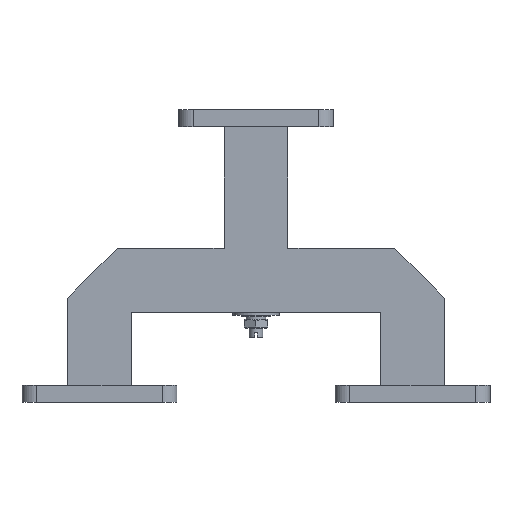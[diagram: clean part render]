
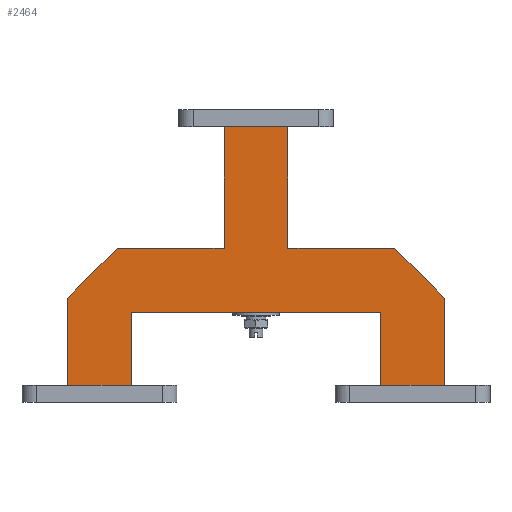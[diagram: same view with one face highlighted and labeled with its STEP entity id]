
A CAD part, front view. The second image highlights one B-rep face of the part: STEP entity #2464.
In plain terms, the highlighted planar face has unit normal (0, -1, 0).
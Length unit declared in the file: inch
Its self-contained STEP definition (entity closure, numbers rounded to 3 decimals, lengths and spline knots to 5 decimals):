
#3 = CARTESIAN_POINT ( 'NONE',  ( -2.00986, -1.01474, -2.99508 ) ) ;
#19 = EDGE_CURVE ( 'NONE', #1249, #1632, #629, .T. ) ;
#30 = VECTOR ( 'NONE', #4378, 39.37008 ) ;
#40 = CARTESIAN_POINT ( 'NONE',  ( -3.03935, -1.01474, -2.99508 ) ) ;
#125 = LINE ( 'NONE', #4920, #2395 ) ;
#126 = ORIENTED_EDGE ( 'NONE', *, *, #4866, .F. ) ;
#159 = LINE ( 'NONE', #3332, #316 ) ;
#176 = VECTOR ( 'NONE', #3020, 39.37008 ) ;
#271 = CARTESIAN_POINT ( 'NONE',  ( 2.00986, -1.01474, -4.17323 ) ) ;
#278 = CARTESIAN_POINT ( 'NONE',  ( 0.51474, -1.01474, -1.96555 ) ) ;
#316 = VECTOR ( 'NONE', #1378, 39.37008 ) ;
#324 = DIRECTION ( 'NONE',  ( -0.707, 0., 0.707 ) ) ;
#414 = DIRECTION ( 'NONE',  ( 0., 0., 1. ) ) ;
#451 = ORIENTED_EDGE ( 'NONE', *, *, #3891, .F. ) ;
#629 = LINE ( 'NONE', #271, #3945 ) ;
#694 = ORIENTED_EDGE ( 'NONE', *, *, #1919, .F. ) ;
#778 = CARTESIAN_POINT ( 'NONE',  ( -0.51474, -1.01474, -1.96555 ) ) ;
#780 = LINE ( 'NONE', #3990, #2853 ) ;
#809 = LINE ( 'NONE', #3993, #1028 ) ;
#932 = CARTESIAN_POINT ( 'NONE',  ( 2.23935, -1.01474, -1.96555 ) ) ;
#972 = DIRECTION ( 'NONE',  ( 1., 0., 0. ) ) ;
#987 = ORIENTED_EDGE ( 'NONE', *, *, #3223, .F. ) ;
#1007 = VERTEX_POINT ( 'NONE', #2697 ) ;
#1027 = ORIENTED_EDGE ( 'NONE', *, *, #2968, .T. ) ;
#1028 = VECTOR ( 'NONE', #1646, 39.37008 ) ;
#1125 = LINE ( 'NONE', #5131, #176 ) ;
#1131 = LINE ( 'NONE', #2216, #4568 ) ;
#1158 = LINE ( 'NONE', #3952, #1424 ) ;
#1161 = ORIENTED_EDGE ( 'NONE', *, *, #2467, .T. ) ;
#1202 = VERTEX_POINT ( 'NONE', #778 ) ;
#1224 = PLANE ( 'NONE',  #2260 ) ;
#1241 = CARTESIAN_POINT ( 'NONE',  ( 3.03935, -1.01474, -4.17323 ) ) ;
#1245 = VERTEX_POINT ( 'NONE', #3 ) ;
#1249 = VERTEX_POINT ( 'NONE', #3596 ) ;
#1353 = VECTOR ( 'NONE', #4976, 39.37008 ) ;
#1358 = VERTEX_POINT ( 'NONE', #4453 ) ;
#1378 = DIRECTION ( 'NONE',  ( -1., 0., 0. ) ) ;
#1424 = VECTOR ( 'NONE', #2430, 39.37008 ) ;
#1452 = LINE ( 'NONE', #2980, #1648 ) ;
#1454 = ORIENTED_EDGE ( 'NONE', *, *, #2516, .T. ) ;
#1541 = DIRECTION ( 'NONE',  ( 0., 1., 0. ) ) ;
#1570 = CARTESIAN_POINT ( 'NONE',  ( 2.00986, -1.01474, -2.48031 ) ) ;
#1632 = VERTEX_POINT ( 'NONE', #1241 ) ;
#1646 = DIRECTION ( 'NONE',  ( 1., 0., 0. ) ) ;
#1648 = VECTOR ( 'NONE', #3038, 39.37008 ) ;
#1719 = LINE ( 'NONE', #2912, #5068 ) ;
#1760 = CARTESIAN_POINT ( 'NONE',  ( -2.00986, -1.01474, -4.17323 ) ) ;
#1778 = ORIENTED_EDGE ( 'NONE', *, *, #2681, .F. ) ;
#1919 = EDGE_CURVE ( 'NONE', #1202, #4669, #1125, .T. ) ;
#1931 = VECTOR ( 'NONE', #4811, 39.37008 ) ;
#1981 = DIRECTION ( 'NONE',  ( -1., 0., 0. ) ) ;
#2054 = VERTEX_POINT ( 'NONE', #3258 ) ;
#2152 = ORIENTED_EDGE ( 'NONE', *, *, #19, .T. ) ;
#2194 = VERTEX_POINT ( 'NONE', #932 ) ;
#2216 = CARTESIAN_POINT ( 'NONE',  ( 3.03935, -1.01474, -2.76555 ) ) ;
#2251 = ORIENTED_EDGE ( 'NONE', *, *, #3187, .T. ) ;
#2260 = AXIS2_PLACEMENT_3D ( 'NONE', #5122, #1541, #414 ) ;
#2395 = VECTOR ( 'NONE', #3642, 39.37008 ) ;
#2430 = DIRECTION ( 'NONE',  ( 0., 0., 1. ) ) ;
#2464 = ADVANCED_FACE ( 'NONE', ( #3519 ), #1224, .F. ) ;
#2467 = EDGE_CURVE ( 'NONE', #3470, #1249, #2811, .T. ) ;
#2516 = EDGE_CURVE ( 'NONE', #1202, #1007, #780, .T. ) ;
#2669 = EDGE_LOOP ( 'NONE', ( #1454, #4558, #987, #3992, #126, #451, #1161, #2152, #1778, #1027, #4424, #2251, #4668, #694 ) ) ;
#2681 = EDGE_CURVE ( 'NONE', #2054, #1632, #3766, .T. ) ;
#2697 = CARTESIAN_POINT ( 'NONE',  ( -2.23935, -1.01474, -1.96555 ) ) ;
#2811 = LINE ( 'NONE', #1570, #30 ) ;
#2853 = VECTOR ( 'NONE', #1981, 39.37008 ) ;
#2871 = CARTESIAN_POINT ( 'NONE',  ( -2.00986, -1.01474, -2.48031 ) ) ;
#2912 = CARTESIAN_POINT ( 'NONE',  ( -3.03935, -1.01474, -2.76555 ) ) ;
#2968 = EDGE_CURVE ( 'NONE', #2054, #2194, #1131, .T. ) ;
#2980 = CARTESIAN_POINT ( 'NONE',  ( 5.31504, -1.01474, -2.99508 ) ) ;
#3020 = DIRECTION ( 'NONE',  ( 0., 0., 1. ) ) ;
#3038 = DIRECTION ( 'NONE',  ( -1., 0., 0. ) ) ;
#3045 = CARTESIAN_POINT ( 'NONE',  ( -0.51474, -1.01474, 0. ) ) ;
#3187 = EDGE_CURVE ( 'NONE', #4207, #4609, #1158, .T. ) ;
#3223 = EDGE_CURVE ( 'NONE', #4460, #1358, #3607, .T. ) ;
#3258 = CARTESIAN_POINT ( 'NONE',  ( 3.03935, -1.01474, -2.76555 ) ) ;
#3291 = DIRECTION ( 'NONE',  ( 0., 0., -1. ) ) ;
#3317 = EDGE_CURVE ( 'NONE', #2194, #4207, #159, .T. ) ;
#3319 = EDGE_CURVE ( 'NONE', #1007, #1358, #1719, .T. ) ;
#3332 = CARTESIAN_POINT ( 'NONE',  ( 5.31504, -1.01474, -1.96555 ) ) ;
#3470 = VERTEX_POINT ( 'NONE', #5069 ) ;
#3519 = FACE_OUTER_BOUND ( 'NONE', #2669, .T. ) ;
#3590 = EDGE_CURVE ( 'NONE', #4460, #3696, #809, .T. ) ;
#3596 = CARTESIAN_POINT ( 'NONE',  ( 2.00986, -1.01474, -4.17323 ) ) ;
#3607 = LINE ( 'NONE', #40, #1931 ) ;
#3642 = DIRECTION ( 'NONE',  ( -1., 0., 0. ) ) ;
#3696 = VERTEX_POINT ( 'NONE', #1760 ) ;
#3766 = LINE ( 'NONE', #5002, #1353 ) ;
#3891 = EDGE_CURVE ( 'NONE', #3470, #1245, #1452, .T. ) ;
#3945 = VECTOR ( 'NONE', #972, 39.37008 ) ;
#3952 = CARTESIAN_POINT ( 'NONE',  ( 0.51474, -1.01474, -1.69291 ) ) ;
#3990 = CARTESIAN_POINT ( 'NONE',  ( 5.31504, -1.01474, -1.96555 ) ) ;
#3992 = ORIENTED_EDGE ( 'NONE', *, *, #3590, .T. ) ;
#3993 = CARTESIAN_POINT ( 'NONE',  ( -3.03935, -1.01474, -4.17323 ) ) ;
#4120 = CARTESIAN_POINT ( 'NONE',  ( -3.03935, -1.01474, -4.17323 ) ) ;
#4146 = EDGE_CURVE ( 'NONE', #4609, #4669, #125, .T. ) ;
#4207 = VERTEX_POINT ( 'NONE', #278 ) ;
#4378 = DIRECTION ( 'NONE',  ( 0., 0., -1. ) ) ;
#4424 = ORIENTED_EDGE ( 'NONE', *, *, #3317, .T. ) ;
#4453 = CARTESIAN_POINT ( 'NONE',  ( -3.03935, -1.01474, -2.76555 ) ) ;
#4460 = VERTEX_POINT ( 'NONE', #4120 ) ;
#4558 = ORIENTED_EDGE ( 'NONE', *, *, #3319, .T. ) ;
#4568 = VECTOR ( 'NONE', #324, 39.37008 ) ;
#4609 = VERTEX_POINT ( 'NONE', #5041 ) ;
#4668 = ORIENTED_EDGE ( 'NONE', *, *, #4146, .T. ) ;
#4669 = VERTEX_POINT ( 'NONE', #3045 ) ;
#4811 = DIRECTION ( 'NONE',  ( 0., 0., 1. ) ) ;
#4866 = EDGE_CURVE ( 'NONE', #1245, #3696, #4965, .T. ) ;
#4889 = VECTOR ( 'NONE', #3291, 39.37008 ) ;
#4909 = DIRECTION ( 'NONE',  ( -0.707, 0., -0.707 ) ) ;
#4920 = CARTESIAN_POINT ( 'NONE',  ( 0.51474, -1.01474, 0. ) ) ;
#4965 = LINE ( 'NONE', #2871, #4889 ) ;
#4976 = DIRECTION ( 'NONE',  ( 0., 0., -1. ) ) ;
#5002 = CARTESIAN_POINT ( 'NONE',  ( 3.03935, -1.01474, -2.48031 ) ) ;
#5041 = CARTESIAN_POINT ( 'NONE',  ( 0.51474, -1.01474, 0. ) ) ;
#5068 = VECTOR ( 'NONE', #4909, 39.37008 ) ;
#5069 = CARTESIAN_POINT ( 'NONE',  ( 2.00986, -1.01474, -2.99508 ) ) ;
#5122 = CARTESIAN_POINT ( 'NONE',  ( 0.51474, -1.01474, -1.69291 ) ) ;
#5131 = CARTESIAN_POINT ( 'NONE',  ( -0.51474, -1.01474, -1.69291 ) ) ;
